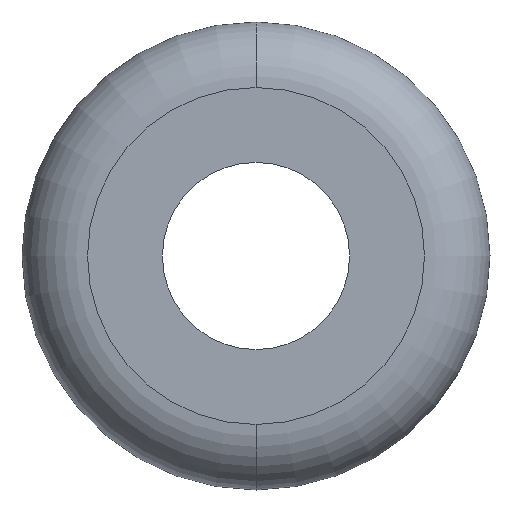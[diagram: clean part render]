
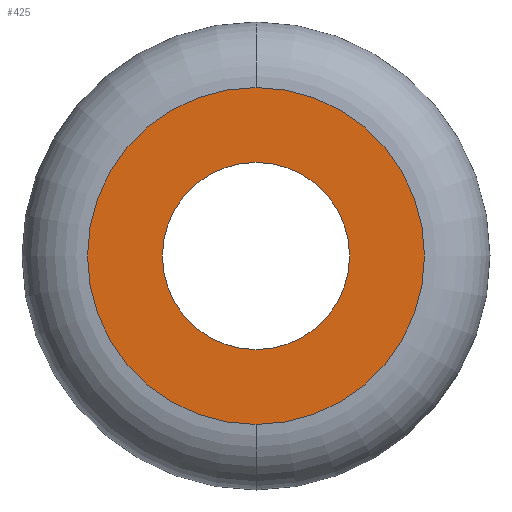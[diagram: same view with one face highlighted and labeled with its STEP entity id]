
A CAD part, front view. The second image highlights one B-rep face of the part: STEP entity #425.
In plain terms, the highlighted planar face has unit normal (0, -1, 0).
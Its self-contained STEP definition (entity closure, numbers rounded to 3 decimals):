
#137 = DIRECTION ( 'NONE',  ( 0., -1., 0. ) ) ;
#138 = CARTESIAN_POINT ( 'NONE',  ( -4., -3.5, 0. ) ) ;
#146 = DIRECTION ( 'NONE',  ( 0., 0., -1. ) ) ;
#148 = CARTESIAN_POINT ( 'NONE',  ( 0., -3.5, 0. ) ) ;
#159 = CARTESIAN_POINT ( 'NONE',  ( 0., -3.5, 7.2 ) ) ;
#161 = AXIS2_PLACEMENT_3D ( 'NONE', #138, #137, #146 ) ;
#162 = FACE_BOUND ( 'NONE', #350, .T. ) ;
#163 = AXIS2_PLACEMENT_3D ( 'NONE', #166, #165, #167 ) ;
#164 = CIRCLE ( 'NONE', #163, 4. ) ;
#165 = DIRECTION ( 'NONE',  ( 0., 1., 0. ) ) ;
#166 = CARTESIAN_POINT ( 'NONE',  ( 0., -3.5, 0. ) ) ;
#167 = DIRECTION ( 'NONE',  ( 0., 0., 1. ) ) ;
#168 = DIRECTION ( 'NONE',  ( 0., 1., 0. ) ) ;
#169 = AXIS2_PLACEMENT_3D ( 'NONE', #148, #168, #179 ) ;
#170 = CIRCLE ( 'NONE', #169, 7.2 ) ;
#174 = PLANE ( 'NONE',  #161 ) ;
#179 = DIRECTION ( 'NONE',  ( 0., 0., 1. ) ) ;
#180 = FACE_OUTER_BOUND ( 'NONE', #334, .T. ) ;
#196 = CARTESIAN_POINT ( 'NONE',  ( 0., -3.5, -7.2 ) ) ;
#214 = CARTESIAN_POINT ( 'NONE',  ( 0., -3.5, 4. ) ) ;
#237 = DIRECTION ( 'NONE',  ( 0., 0., 1. ) ) ;
#238 = DIRECTION ( 'NONE',  ( 0., 1., 0. ) ) ;
#239 = CARTESIAN_POINT ( 'NONE',  ( 0., -3.5, 0. ) ) ;
#240 = AXIS2_PLACEMENT_3D ( 'NONE', #239, #238, #237 ) ;
#241 = CIRCLE ( 'NONE', #240, 4. ) ;
#242 = CARTESIAN_POINT ( 'NONE',  ( 0., -3.5, -4. ) ) ;
#285 = DIRECTION ( 'NONE',  ( 0., 0., 1. ) ) ;
#286 = DIRECTION ( 'NONE',  ( 0., 1., 0. ) ) ;
#287 = AXIS2_PLACEMENT_3D ( 'NONE', #292, #286, #285 ) ;
#288 = CIRCLE ( 'NONE', #287, 7.2 ) ;
#292 = CARTESIAN_POINT ( 'NONE',  ( 0., -3.5, 0. ) ) ;
#334 = EDGE_LOOP ( 'NONE', ( #335, #336 ) ) ;
#335 = ORIENTED_EDGE ( 'NONE', *, *, #437, .F. ) ;
#336 = ORIENTED_EDGE ( 'NONE', *, *, #347, .F. ) ;
#337 = ORIENTED_EDGE ( 'NONE', *, *, #464, .T. ) ;
#347 = EDGE_CURVE ( 'NONE', #446, #431, #288, .T. ) ;
#350 = EDGE_LOOP ( 'NONE', ( #426, #337 ) ) ;
#425 = ADVANCED_FACE ( 'NONE', ( #162, #180 ), #174, .T. ) ;
#426 = ORIENTED_EDGE ( 'NONE', *, *, #427, .T. ) ;
#427 = EDGE_CURVE ( 'NONE', #466, #465, #164, .T. ) ;
#431 = VERTEX_POINT ( 'NONE', #159 ) ;
#437 = EDGE_CURVE ( 'NONE', #431, #446, #170, .T. ) ;
#446 = VERTEX_POINT ( 'NONE', #196 ) ;
#464 = EDGE_CURVE ( 'NONE', #465, #466, #241, .T. ) ;
#465 = VERTEX_POINT ( 'NONE', #242 ) ;
#466 = VERTEX_POINT ( 'NONE', #214 ) ;
